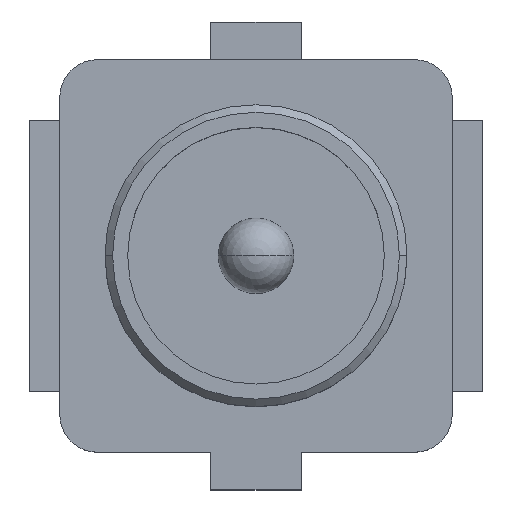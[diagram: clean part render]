
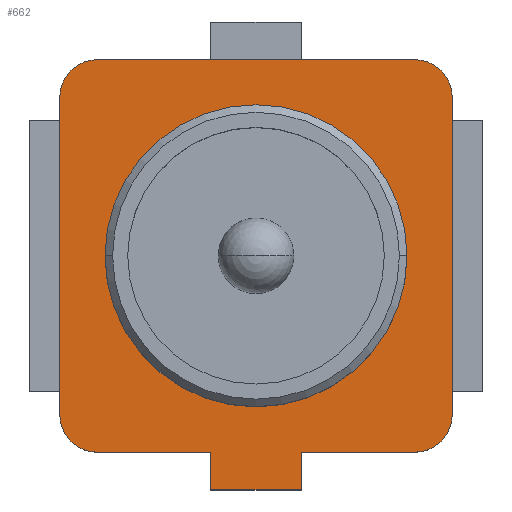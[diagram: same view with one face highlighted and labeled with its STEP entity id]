
A CAD part, top view. The second image highlights one B-rep face of the part: STEP entity #662.
In plain terms, the highlighted planar face has unit normal (0, 0, 1).
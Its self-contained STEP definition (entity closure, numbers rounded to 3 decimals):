
#3=CARTESIAN_POINT('',(-1.05,1.05,-0.9));
#4=DIRECTION('',(0.,0.,1.));
#5=DIRECTION('',(0.,1.,0.));
#6=AXIS2_PLACEMENT_3D('',#3,#4,#5);
#8=DIRECTION('',(-1.,0.,0.));
#9=VECTOR('',#8,2.1);
#10=CARTESIAN_POINT('',(1.05,1.3,-0.9));
#11=LINE('',#10,#9);
#12=CARTESIAN_POINT('',(1.05,1.05,-0.9));
#13=DIRECTION('',(0.,0.,1.));
#14=DIRECTION('',(1.,0.,0.));
#15=AXIS2_PLACEMENT_3D('',#12,#13,#14);
#17=DIRECTION('',(0.,1.,0.));
#18=VECTOR('',#17,2.1);
#19=CARTESIAN_POINT('',(1.3,-1.05,-0.9));
#20=LINE('',#19,#18);
#21=CARTESIAN_POINT('',(1.05,-1.05,-0.9));
#22=DIRECTION('',(0.,0.,1.));
#23=DIRECTION('',(0.,-1.,0.));
#24=AXIS2_PLACEMENT_3D('',#21,#22,#23);
#26=DIRECTION('',(1.,0.,0.));
#27=VECTOR('',#26,0.75);
#28=CARTESIAN_POINT('',(0.3,-1.3,-0.9));
#29=LINE('',#28,#27);
#30=DIRECTION('',(1.,0.,0.));
#31=VECTOR('',#30,0.75);
#32=CARTESIAN_POINT('',(-1.05,-1.3,-0.9));
#33=LINE('',#32,#31);
#34=CARTESIAN_POINT('',(-1.05,-1.05,-0.9));
#35=DIRECTION('',(0.,0.,1.));
#36=DIRECTION('',(-1.,0.,0.));
#37=AXIS2_PLACEMENT_3D('',#34,#35,#36);
#39=DIRECTION('',(0.,-1.,0.));
#40=VECTOR('',#39,2.1);
#41=CARTESIAN_POINT('',(-1.3,1.05,-0.9));
#42=LINE('',#41,#40);
#53=CARTESIAN_POINT('',(0.,0.,-0.9));
#54=DIRECTION('',(0.,0.,-1.));
#55=DIRECTION('',(1.,0.,0.));
#56=AXIS2_PLACEMENT_3D('',#53,#54,#55);
#58=CARTESIAN_POINT('',(0.,0.,-0.9));
#59=DIRECTION('',(0.,0.,-1.));
#60=DIRECTION('',(-1.,0.,0.));
#61=AXIS2_PLACEMENT_3D('',#58,#59,#60);
#205=DIRECTION('',(0.,-1.,0.));
#206=VECTOR('',#205,0.25);
#207=CARTESIAN_POINT('',(-0.3,-1.3,-0.9));
#208=LINE('',#207,#206);
#229=DIRECTION('',(1.,0.,0.));
#230=VECTOR('',#229,0.6);
#231=CARTESIAN_POINT('',(-0.3,-1.55,-0.9));
#232=LINE('',#231,#230);
#241=DIRECTION('',(0.,-1.,0.));
#242=VECTOR('',#241,0.25);
#243=CARTESIAN_POINT('',(0.3,-1.3,-0.9));
#244=LINE('',#243,#242);
#519=CARTESIAN_POINT('',(-0.3,-1.55,-0.9));
#521=VERTEX_POINT('',#519);
#527=CARTESIAN_POINT('',(0.3,-1.55,-0.9));
#529=VERTEX_POINT('',#527);
#532=CARTESIAN_POINT('',(-0.3,-1.3,-0.9));
#534=VERTEX_POINT('',#532);
#536=CARTESIAN_POINT('',(0.3,-1.3,-0.9));
#538=VERTEX_POINT('',#536);
#585=CARTESIAN_POINT('',(1.,0.,-0.9));
#586=CARTESIAN_POINT('',(-1.,0.,-0.9));
#587=VERTEX_POINT('',#585);
#588=VERTEX_POINT('',#586);
#597=CARTESIAN_POINT('',(-1.05,1.3,-0.9));
#598=VERTEX_POINT('',#597);
#599=CARTESIAN_POINT('',(-1.3,1.05,-0.9));
#600=VERTEX_POINT('',#599);
#605=CARTESIAN_POINT('',(1.3,1.05,-0.9));
#606=VERTEX_POINT('',#605);
#607=CARTESIAN_POINT('',(1.05,1.3,-0.9));
#608=VERTEX_POINT('',#607);
#613=CARTESIAN_POINT('',(1.05,-1.3,-0.9));
#614=VERTEX_POINT('',#613);
#615=CARTESIAN_POINT('',(1.3,-1.05,-0.9));
#616=VERTEX_POINT('',#615);
#621=CARTESIAN_POINT('',(-1.3,-1.05,-0.9));
#622=VERTEX_POINT('',#621);
#623=CARTESIAN_POINT('',(-1.05,-1.3,-0.9));
#624=VERTEX_POINT('',#623);
#625=CARTESIAN_POINT('',(0.,0.,-0.9));
#626=DIRECTION('',(0.,0.,1.));
#627=DIRECTION('',(1.,0.,0.));
#628=AXIS2_PLACEMENT_3D('',#625,#626,#627);
#629=PLANE('',#628);
#631=ORIENTED_EDGE('',*,*,#630,.F.);
#633=ORIENTED_EDGE('',*,*,#632,.F.);
#635=ORIENTED_EDGE('',*,*,#634,.F.);
#637=ORIENTED_EDGE('',*,*,#636,.F.);
#639=ORIENTED_EDGE('',*,*,#638,.F.);
#641=ORIENTED_EDGE('',*,*,#640,.F.);
#643=ORIENTED_EDGE('',*,*,#642,.T.);
#645=ORIENTED_EDGE('',*,*,#644,.F.);
#647=ORIENTED_EDGE('',*,*,#646,.F.);
#649=ORIENTED_EDGE('',*,*,#648,.F.);
#651=ORIENTED_EDGE('',*,*,#650,.F.);
#653=ORIENTED_EDGE('',*,*,#652,.F.);
#654=EDGE_LOOP('',(#631,#633,#635,#637,#639,#641,#643,#645,#647,#649,#651,
#653));
#655=FACE_OUTER_BOUND('',#654,.F.);
#657=ORIENTED_EDGE('',*,*,#656,.F.);
#659=ORIENTED_EDGE('',*,*,#658,.F.);
#660=EDGE_LOOP('',(#657,#659));
#661=FACE_BOUND('',#660,.F.);
#7=CIRCLE('',#6,0.25);
#16=CIRCLE('',#15,0.25);
#25=CIRCLE('',#24,0.25);
#38=CIRCLE('',#37,0.25);
#57=CIRCLE('',#56,1.);
#62=CIRCLE('',#61,1.);
#630=EDGE_CURVE('',#598,#600,#7,.T.);
#632=EDGE_CURVE('',#608,#598,#11,.T.);
#634=EDGE_CURVE('',#606,#608,#16,.T.);
#636=EDGE_CURVE('',#616,#606,#20,.T.);
#638=EDGE_CURVE('',#614,#616,#25,.T.);
#640=EDGE_CURVE('',#538,#614,#29,.T.);
#642=EDGE_CURVE('',#538,#529,#244,.T.);
#644=EDGE_CURVE('',#521,#529,#232,.T.);
#646=EDGE_CURVE('',#534,#521,#208,.T.);
#648=EDGE_CURVE('',#624,#534,#33,.T.);
#650=EDGE_CURVE('',#622,#624,#38,.T.);
#652=EDGE_CURVE('',#600,#622,#42,.T.);
#656=EDGE_CURVE('',#587,#588,#57,.T.);
#658=EDGE_CURVE('',#588,#587,#62,.T.);
#662=ADVANCED_FACE('',(#655,#661),#629,.T.);
